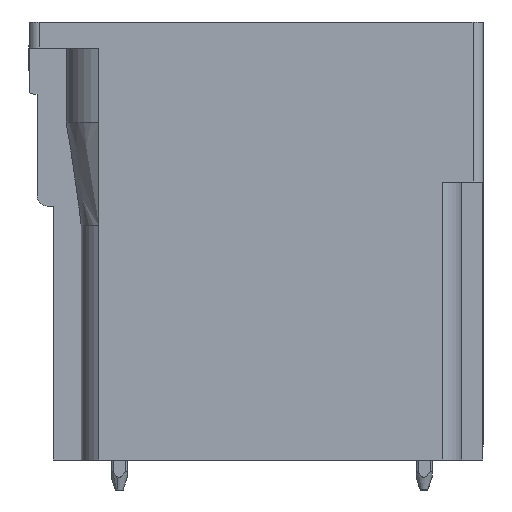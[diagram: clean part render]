
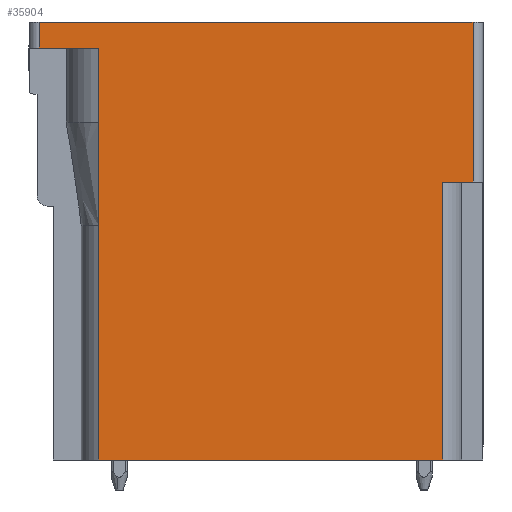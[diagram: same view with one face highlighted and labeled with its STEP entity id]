
A CAD part, left-side view. The second image highlights one B-rep face of the part: STEP entity #35904.
In plain terms, the highlighted planar face has unit normal (-1, 0, 0).
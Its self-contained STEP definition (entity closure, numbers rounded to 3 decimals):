
#35880=AXIS2_PLACEMENT_3D('Plane Axis2P3D',#35877,#35878,#35879) ;
#110=CARTESIAN_POINT('Vertex',(0.,22.2,23.4)) ;
#113=CARTESIAN_POINT('Line Origine',(0.,11.35,23.4)) ;
#117=CARTESIAN_POINT('Vertex',(0.,0.5,23.4)) ;
#4135=CARTESIAN_POINT('Vertex',(0.,2.,1.5)) ;
#4151=CARTESIAN_POINT('Vertex',(0.,2.,15.4)) ;
#4154=CARTESIAN_POINT('Line Origine',(0.,2.,8.45)) ;
#28739=CARTESIAN_POINT('Vertex',(0.,0.5,15.4)) ;
#28742=CARTESIAN_POINT('Line Origine',(0.,1.25,15.4)) ;
#34892=CARTESIAN_POINT('Line Origine',(0.,0.5,12.45)) ;
#35384=CARTESIAN_POINT('Line Origine',(0.,10.6,1.5)) ;
#35388=CARTESIAN_POINT('Vertex',(0.,19.2,1.5)) ;
#35858=CARTESIAN_POINT('Line Origine',(0.,22.2,12.45)) ;
#35862=CARTESIAN_POINT('Vertex',(0.,22.2,22.1)) ;
#35877=CARTESIAN_POINT('Axis2P3D Location',(0.,0.,0.)) ;
#35882=CARTESIAN_POINT('Line Origine',(0.,20.7,22.1)) ;
#35886=CARTESIAN_POINT('Vertex',(0.,19.2,22.1)) ;
#35889=CARTESIAN_POINT('Line Origine',(0.,19.2,11.8)) ;
#114=DIRECTION('Vector Direction',(0.,-1.,0.)) ;
#4155=DIRECTION('Vector Direction',(0.,0.,1.)) ;
#28743=DIRECTION('Vector Direction',(0.,-1.,0.)) ;
#34893=DIRECTION('Vector Direction',(0.,0.,1.)) ;
#35385=DIRECTION('Vector Direction',(0.,-1.,0.)) ;
#35859=DIRECTION('Vector Direction',(0.,0.,1.)) ;
#35878=DIRECTION('Axis2P3D Direction',(-1.,0.,0.)) ;
#35879=DIRECTION('Axis2P3D XDirection',(0.,0.,1.)) ;
#35883=DIRECTION('Vector Direction',(0.,-1.,0.)) ;
#35890=DIRECTION('Vector Direction',(0.,0.,1.)) ;
#115=VECTOR('Line Direction',#114,1.) ;
#4156=VECTOR('Line Direction',#4155,1.) ;
#28744=VECTOR('Line Direction',#28743,1.) ;
#34894=VECTOR('Line Direction',#34893,1.) ;
#35386=VECTOR('Line Direction',#35385,1.) ;
#35860=VECTOR('Line Direction',#35859,1.) ;
#35884=VECTOR('Line Direction',#35883,1.) ;
#35891=VECTOR('Line Direction',#35890,1.) ;
#35895=ORIENTED_EDGE('',*,*,#35390,.T.) ;
#35896=ORIENTED_EDGE('',*,*,#4158,.T.) ;
#35897=ORIENTED_EDGE('',*,*,#28746,.F.) ;
#35898=ORIENTED_EDGE('',*,*,#34896,.T.) ;
#35899=ORIENTED_EDGE('',*,*,#119,.T.) ;
#35900=ORIENTED_EDGE('',*,*,#35864,.T.) ;
#35901=ORIENTED_EDGE('',*,*,#35888,.F.) ;
#35902=ORIENTED_EDGE('',*,*,#35893,.F.) ;
#35904=ADVANCED_FACE('HOUSING',(#35903),#35881,.T.) ;
#119=EDGE_CURVE('',#118,#111,#116,.F.) ;
#4158=EDGE_CURVE('',#4136,#4152,#4157,.T.) ;
#28746=EDGE_CURVE('',#28740,#4152,#28745,.F.) ;
#34896=EDGE_CURVE('',#28740,#118,#34895,.T.) ;
#35390=EDGE_CURVE('',#35389,#4136,#35387,.T.) ;
#35864=EDGE_CURVE('',#111,#35863,#35861,.F.) ;
#35888=EDGE_CURVE('',#35887,#35863,#35885,.F.) ;
#35893=EDGE_CURVE('',#35389,#35887,#35892,.T.) ;
#35894=EDGE_LOOP('',(#35895,#35896,#35897,#35898,#35899,#35900,#35901,#35902)) ;
#35903=FACE_OUTER_BOUND('',#35894,.T.) ;
#116=LINE('Line',#113,#115) ;
#4157=LINE('Line',#4154,#4156) ;
#28745=LINE('Line',#28742,#28744) ;
#34895=LINE('Line',#34892,#34894) ;
#35387=LINE('Line',#35384,#35386) ;
#35861=LINE('Line',#35858,#35860) ;
#35885=LINE('Line',#35882,#35884) ;
#35892=LINE('Line',#35889,#35891) ;
#35881=PLANE('',#35880) ;
#111=VERTEX_POINT('',#110) ;
#118=VERTEX_POINT('',#117) ;
#4136=VERTEX_POINT('',#4135) ;
#4152=VERTEX_POINT('',#4151) ;
#28740=VERTEX_POINT('',#28739) ;
#35389=VERTEX_POINT('',#35388) ;
#35863=VERTEX_POINT('',#35862) ;
#35887=VERTEX_POINT('',#35886) ;
